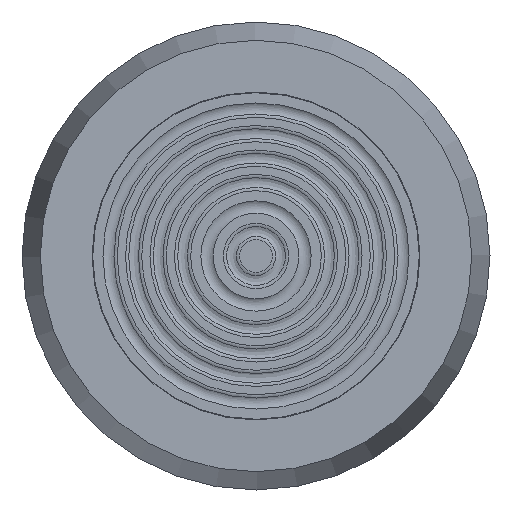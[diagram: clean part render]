
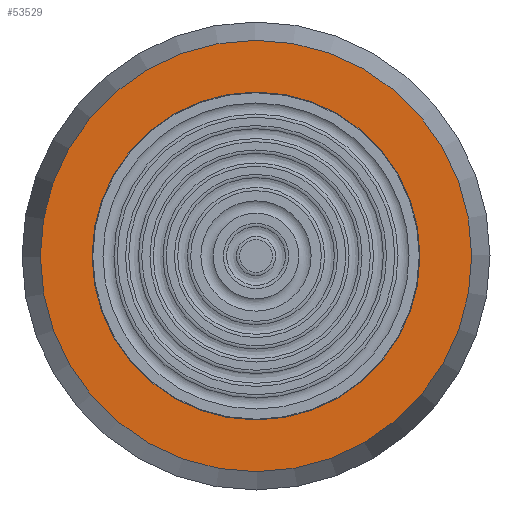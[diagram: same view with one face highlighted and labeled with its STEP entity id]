
A CAD part, left-side view. The second image highlights one B-rep face of the part: STEP entity #53529.
In plain terms, the highlighted planar face has unit normal (-1, 0, 0).
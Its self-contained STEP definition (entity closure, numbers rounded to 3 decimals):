
#1100=FACE_BOUND('',#8721,.T.);
#3068=PLANE('',#57732);
#5866=FACE_OUTER_BOUND('',#8720,.T.);
#8720=EDGE_LOOP('',(#49805));
#8721=EDGE_LOOP('',(#49806));
#9652=CIRCLE('',#57723,24.);
#9657=CIRCLE('',#57733,31.571);
#25611=VERTEX_POINT('',#119978);
#25613=VERTEX_POINT('',#119991);
#33685=EDGE_CURVE('',#25611,#25611,#9652,.T.);
#33691=EDGE_CURVE('',#25613,#25613,#9657,.T.);
#49805=ORIENTED_EDGE('',*,*,#33691,.F.);
#49806=ORIENTED_EDGE('',*,*,#33685,.T.);
#53529=ADVANCED_FACE('',(#5866,#1100),#3068,.T.);
#57723=AXIS2_PLACEMENT_3D('',#119979,#70240,#70241);
#57732=AXIS2_PLACEMENT_3D('',#119990,#70259,#70260);
#57733=AXIS2_PLACEMENT_3D('',#119992,#70261,#70262);
#70240=DIRECTION('center_axis',(1.,0.,0.));
#70241=DIRECTION('ref_axis',(0.,1.,0.));
#70259=DIRECTION('center_axis',(-1.,0.,0.));
#70260=DIRECTION('ref_axis',(0.,0.,1.));
#70261=DIRECTION('center_axis',(1.,0.,0.));
#70262=DIRECTION('ref_axis',(0.,0.,-1.));
#119978=CARTESIAN_POINT('',(-31.,-24.,0.));
#119979=CARTESIAN_POINT('Origin',(-31.,0.,0.));
#119990=CARTESIAN_POINT('Origin',(-31.,31.571,0.));
#119991=CARTESIAN_POINT('',(-31.,-31.571,0.));
#119992=CARTESIAN_POINT('Origin',(-31.,0.,0.));
